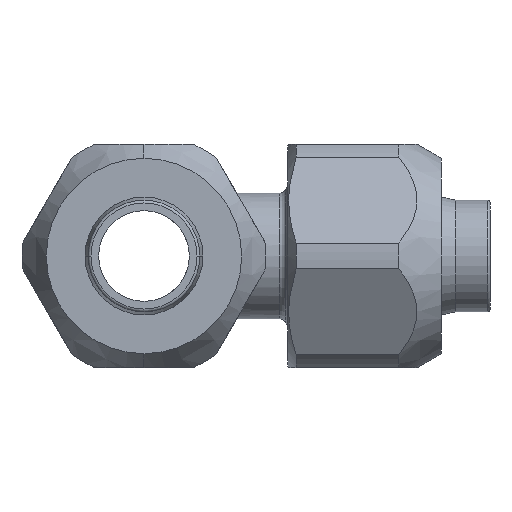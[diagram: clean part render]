
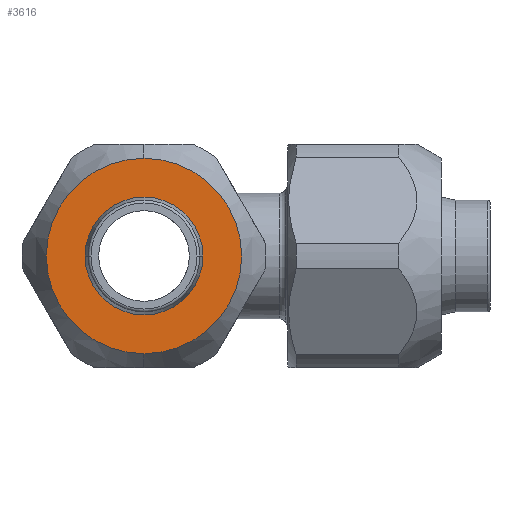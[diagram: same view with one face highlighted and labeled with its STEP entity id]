
A CAD part, left-side view. The second image highlights one B-rep face of the part: STEP entity #3616.
In plain terms, the highlighted planar face has unit normal (-1, 0, 0).
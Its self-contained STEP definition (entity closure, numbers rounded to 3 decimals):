
#59 = DIRECTION ( 'NONE',  ( 0., 0., -1. ) ) ;
#60 = DIRECTION ( 'NONE',  ( -1., 0., 0. ) ) ;
#61 = CARTESIAN_POINT ( 'NONE',  ( -21.3, 0., 0. ) ) ;
#287 = DIRECTION ( 'NONE',  ( 0., 0., -1. ) ) ;
#289 = DIRECTION ( 'NONE',  ( 1., 0., 0. ) ) ;
#290 = CARTESIAN_POINT ( 'NONE',  ( -21.3, 0., 0. ) ) ;
#480 = DIRECTION ( 'NONE',  ( 0., 0., -1. ) ) ;
#481 = DIRECTION ( 'NONE',  ( 1., 0., 0. ) ) ;
#482 = CARTESIAN_POINT ( 'NONE',  ( -21.3, 0., 0. ) ) ;
#781 = ORIENTED_EDGE ( 'NONE', *, *, #1258, .F. ) ;
#782 = ORIENTED_EDGE ( 'NONE', *, *, #3527, .F. ) ;
#783 = ORIENTED_EDGE ( 'NONE', *, *, #1160, .F. ) ;
#784 = ORIENTED_EDGE ( 'NONE', *, *, #1197, .F. ) ;
#918 = AXIS2_PLACEMENT_3D ( 'NONE', #61, #60, #59 ) ;
#952 = CIRCLE ( 'NONE', #918, 4.224 ) ;
#1160 = EDGE_CURVE ( 'NONE', #3833, #3840, #2705, .T. ) ;
#1197 = EDGE_CURVE ( 'NONE', #3840, #3833, #3458, .T. ) ;
#1258 = EDGE_CURVE ( 'NONE', #3783, #3816, #952, .T. ) ;
#1438 = FACE_BOUND ( 'NONE', #2933, .T. ) ;
#1440 = FACE_OUTER_BOUND ( 'NONE', #2999, .T. ) ;
#1824 = CARTESIAN_POINT ( 'NONE',  ( -21.3, 0., 7. ) ) ;
#1831 = CARTESIAN_POINT ( 'NONE',  ( -21.3, 0., -7. ) ) ;
#1838 = CARTESIAN_POINT ( 'NONE',  ( -21.3, -4.224, 0. ) ) ;
#1875 = CARTESIAN_POINT ( 'NONE',  ( -21.3, 4.224, 0. ) ) ;
#2078 = CARTESIAN_POINT ( 'NONE',  ( -21.3, 7., 0. ) ) ;
#2079 = DIRECTION ( 'NONE',  ( -1., 0., 0. ) ) ;
#2080 = DIRECTION ( 'NONE',  ( 0., 0., 1. ) ) ;
#2082 = PLANE ( 'NONE',  #2123 ) ;
#2123 = AXIS2_PLACEMENT_3D ( 'NONE', #2078, #2079, #2080 ) ;
#2548 = DIRECTION ( 'NONE',  ( 0., 0., -1. ) ) ;
#2591 = DIRECTION ( 'NONE',  ( -1., 0., 0. ) ) ;
#2592 = CARTESIAN_POINT ( 'NONE',  ( -21.3, 0., 0. ) ) ;
#2705 = CIRCLE ( 'NONE', #2711, 7. ) ;
#2711 = AXIS2_PLACEMENT_3D ( 'NONE', #482, #481, #480 ) ;
#2933 = EDGE_LOOP ( 'NONE', ( #782, #781 ) ) ;
#2999 = EDGE_LOOP ( 'NONE', ( #784, #783 ) ) ;
#3337 = CIRCLE ( 'NONE', #3338, 4.224 ) ;
#3338 = AXIS2_PLACEMENT_3D ( 'NONE', #2592, #2591, #2548 ) ;
#3458 = CIRCLE ( 'NONE', #3473, 7. ) ;
#3473 = AXIS2_PLACEMENT_3D ( 'NONE', #290, #289, #287 ) ;
#3527 = EDGE_CURVE ( 'NONE', #3816, #3783, #3337, .T. ) ;
#3616 = ADVANCED_FACE ( 'NONE', ( #1440, #1438 ), #2082, .T. ) ;
#3783 = VERTEX_POINT ( 'NONE', #1875 ) ;
#3816 = VERTEX_POINT ( 'NONE', #1838 ) ;
#3833 = VERTEX_POINT ( 'NONE', #1824 ) ;
#3840 = VERTEX_POINT ( 'NONE', #1831 ) ;
